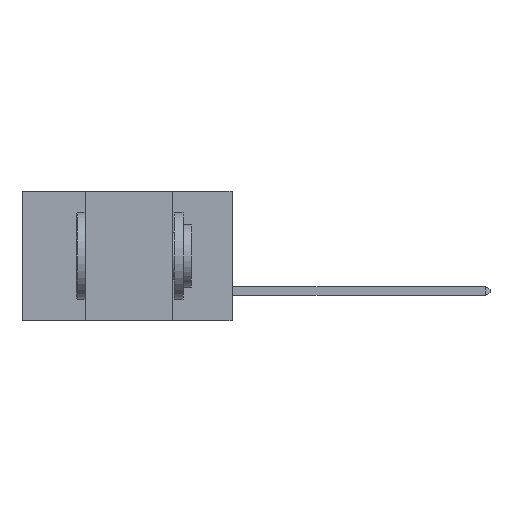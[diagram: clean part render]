
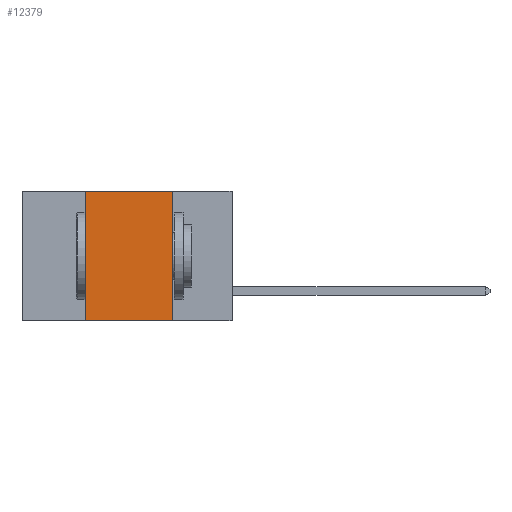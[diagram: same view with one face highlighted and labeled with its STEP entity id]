
A CAD part, left-side view. The second image highlights one B-rep face of the part: STEP entity #12379.
In plain terms, the highlighted planar face has unit normal (-1, 0, 0).
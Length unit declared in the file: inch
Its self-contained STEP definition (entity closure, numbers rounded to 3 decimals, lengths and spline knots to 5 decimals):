
#12 = LINE ( 'NONE', #6901, #12758 ) ;
#225 = CARTESIAN_POINT ( 'NONE',  ( 0., 0.42, 0. ) ) ;
#1046 = LINE ( 'NONE', #8668, #3807 ) ;
#1102 = CARTESIAN_POINT ( 'NONE',  ( 0., 0.6, 0. ) ) ;
#1137 = VECTOR ( 'NONE', #3687, 39.37008 ) ;
#2343 = DIRECTION ( 'NONE',  ( 0., 0., 1. ) ) ;
#2533 = ORIENTED_EDGE ( 'NONE', *, *, #2681, .T. ) ;
#2681 = EDGE_CURVE ( 'NONE', #11086, #7803, #12, .T. ) ;
#3017 = CARTESIAN_POINT ( 'NONE',  ( 0., 0.42, 0. ) ) ;
#3064 = LINE ( 'NONE', #3017, #10802 ) ;
#3235 = EDGE_CURVE ( 'NONE', #7908, #3725, #3913, .T. ) ;
#3687 = DIRECTION ( 'NONE',  ( 0., -1., 0. ) ) ;
#3725 = VERTEX_POINT ( 'NONE', #11736 ) ;
#3807 = VECTOR ( 'NONE', #11541, 39.37008 ) ;
#3913 = LINE ( 'NONE', #7433, #1137 ) ;
#4096 = EDGE_CURVE ( 'NONE', #11086, #7908, #3064, .T. ) ;
#4305 = CARTESIAN_POINT ( 'NONE',  ( 0., 0.42, -0.37 ) ) ;
#4358 = ORIENTED_EDGE ( 'NONE', *, *, #7983, .F. ) ;
#5395 = CARTESIAN_POINT ( 'NONE',  ( 0., 0.17, -0.37 ) ) ;
#6023 = AXIS2_PLACEMENT_3D ( 'NONE', #1102, #12196, #6383 ) ;
#6383 = DIRECTION ( 'NONE',  ( 0., 0., -1. ) ) ;
#6901 = CARTESIAN_POINT ( 'NONE',  ( 0., 0.6, -0.37 ) ) ;
#6957 = DIRECTION ( 'NONE',  ( 0., -1., 0. ) ) ;
#7433 = CARTESIAN_POINT ( 'NONE',  ( 0., 0.6, 0. ) ) ;
#7740 = ORIENTED_EDGE ( 'NONE', *, *, #4096, .F. ) ;
#7803 = VERTEX_POINT ( 'NONE', #5395 ) ;
#7908 = VERTEX_POINT ( 'NONE', #225 ) ;
#7983 = EDGE_CURVE ( 'NONE', #3725, #7803, #1046, .T. ) ;
#8668 = CARTESIAN_POINT ( 'NONE',  ( 0., 0.17, 0. ) ) ;
#9378 = FACE_OUTER_BOUND ( 'NONE', #10098, .T. ) ;
#10026 = ORIENTED_EDGE ( 'NONE', *, *, #3235, .F. ) ;
#10098 = EDGE_LOOP ( 'NONE', ( #4358, #10026, #7740, #2533 ) ) ;
#10802 = VECTOR ( 'NONE', #2343, 39.37008 ) ;
#11086 = VERTEX_POINT ( 'NONE', #4305 ) ;
#11239 = PLANE ( 'NONE',  #6023 ) ;
#11541 = DIRECTION ( 'NONE',  ( 0., 0., -1. ) ) ;
#11736 = CARTESIAN_POINT ( 'NONE',  ( 0., 0.17, 0. ) ) ;
#12196 = DIRECTION ( 'NONE',  ( 1., 0., 0. ) ) ;
#12379 = ADVANCED_FACE ( 'NONE', ( #9378 ), #11239, .F. ) ;
#12758 = VECTOR ( 'NONE', #6957, 39.37008 ) ;
